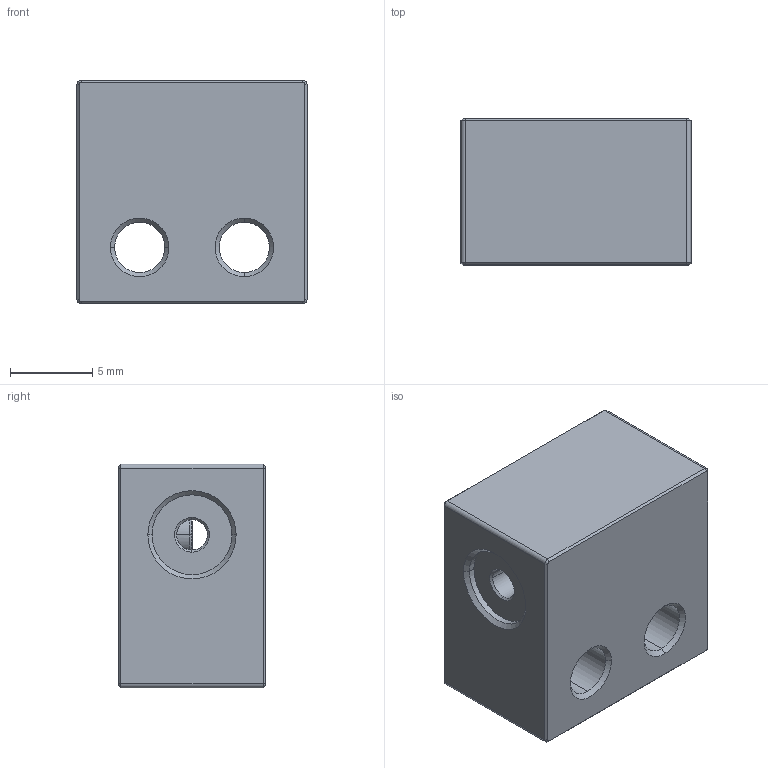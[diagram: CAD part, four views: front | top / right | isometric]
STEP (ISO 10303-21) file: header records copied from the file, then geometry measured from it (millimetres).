
FILE_DESCRIPTION (( 'STEP AP203' ), '1' );
FILE_NAME ('111850.stp', '2019-10-07T16:26:18', ( '' ), ( '' ), 'SwSTEP 2.0', 'SolidWorks 2012', '' );
FILE_SCHEMA (( 'CONFIG_CONTROL_DESIGN' ));
Length unit declared in the file: centimetre
Products named in the file (1): 111850
Bounding box: 13.97 x 8.89 x 13.59 mm (x, y, z)
Volume: 1479.6 mm3; surface area: 1151.9 mm2
Topology: 1 solids, 1 shells, 100 faces, 236 edges, 144 vertices
Faces by surface type: cone 34, cylinder 32, plane 30, bspline 4
Entity records: 3183 total; most frequent: CARTESIAN_POINT 811, DIRECTION 492, ORIENTED_EDGE 472, EDGE_CURVE 236, AXIS2_PLACEMENT_3D 197, VERTEX_POINT 144, EDGE_LOOP 112, CIRCLE 100
